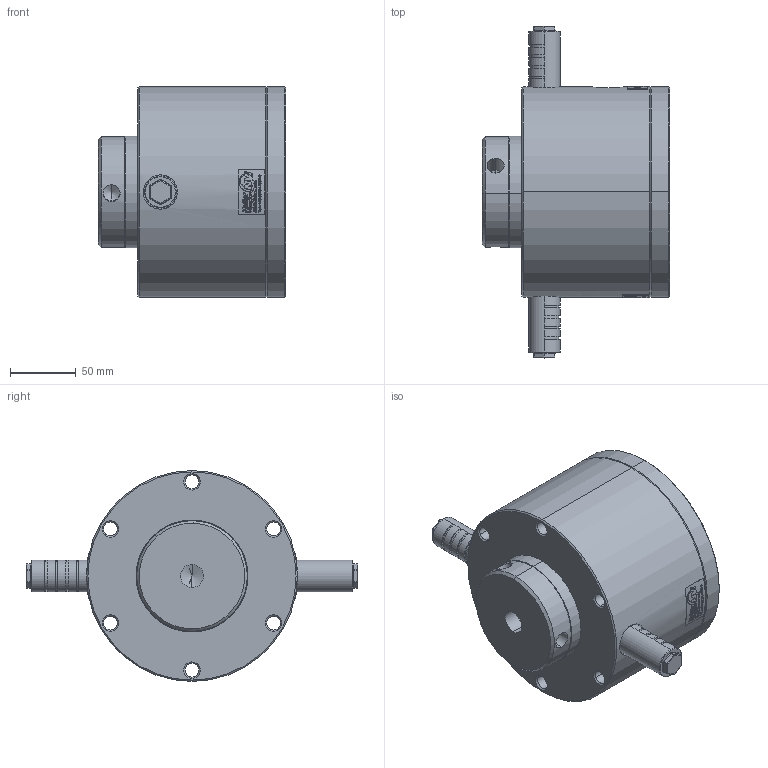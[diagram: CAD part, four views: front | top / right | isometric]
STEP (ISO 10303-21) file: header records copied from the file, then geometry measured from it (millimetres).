
FILE_DESCRIPTION (( 'STEP AP214' ), '1' );
FILE_NAME ('NTK 85 HF #03385100.STEP', '2022-03-15T09:55:57', ( '' ), ( '' ), 'SwSTEP 2.0', 'SolidWorks 2015', '' );
FILE_SCHEMA (( 'AUTOMOTIVE_DESIGN' ));
Length unit declared in the file: millimetre
Products named in the file (1): NTK 85 HF #03385100
Bounding box: 142 x 252 x 160 mm (x, y, z)
Volume: 2384690.5 mm3; surface area: 236015 mm2
Topology: 13 solids, 13 shells, 575 faces, 1940 edges, 1483 vertices
Faces by surface type: cylinder 270, plane 167, cone 76, torus 46, sphere 16
Entity records: 31098 total; most frequent: CARTESIAN_POINT 13447, ORIENTED_EDGE 3812, DIRECTION 3170, EDGE_CURVE 1906, VERTEX_POINT 1483, AXIS2_PLACEMENT_3D 1278, EDGE_LOOP 739, CIRCLE 702
